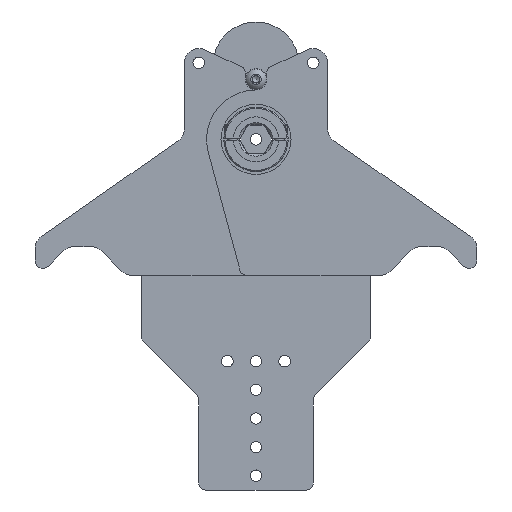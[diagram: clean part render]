
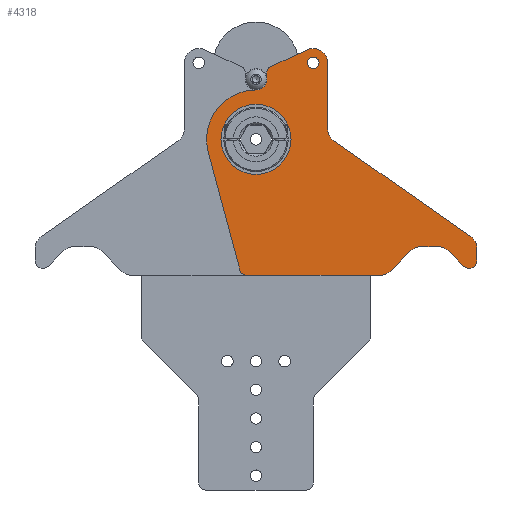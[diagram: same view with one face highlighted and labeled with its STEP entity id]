
A CAD part, front view. The second image highlights one B-rep face of the part: STEP entity #4318.
In plain terms, the highlighted face is planar.
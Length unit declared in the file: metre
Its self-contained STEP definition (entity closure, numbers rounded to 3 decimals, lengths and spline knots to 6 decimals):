
#445=LINE('',#7415,#742);
#451=LINE('',#7429,#748);
#453=LINE('',#7433,#750);
#459=LINE('',#7447,#756);
#463=LINE('',#7456,#760);
#467=LINE('',#7472,#764);
#472=LINE('',#7483,#769);
#475=LINE('',#7493,#772);
#480=LINE('',#7504,#777);
#484=LINE('',#7513,#781);
#486=LINE('',#7522,#783);
#742=VECTOR('',#6128,1.);
#748=VECTOR('',#6136,1.);
#750=VECTOR('',#6140,1.);
#756=VECTOR('',#6148,1.);
#760=VECTOR('',#6154,1.);
#764=VECTOR('',#6172,1.);
#769=VECTOR('',#6179,1.);
#772=VECTOR('',#6190,1.);
#777=VECTOR('',#6197,1.);
#781=VECTOR('',#6203,1.);
#783=VECTOR('',#6213,1.);
#979=PLANE('',#5371);
#1530=ORIENTED_EDGE('',*,*,#2427,.T.);
#1531=ORIENTED_EDGE('',*,*,#2477,.T.);
#1532=ORIENTED_EDGE('',*,*,#2421,.F.);
#1533=ORIENTED_EDGE('',*,*,#2478,.T.);
#1534=ORIENTED_EDGE('',*,*,#2419,.T.);
#1535=ORIENTED_EDGE('',*,*,#2479,.T.);
#1536=ORIENTED_EDGE('',*,*,#2413,.T.);
#1537=ORIENTED_EDGE('',*,*,#2480,.T.);
#1538=ORIENTED_EDGE('',*,*,#2462,.T.);
#1539=ORIENTED_EDGE('',*,*,#2481,.T.);
#1540=ORIENTED_EDGE('',*,*,#2458,.T.);
#1541=ORIENTED_EDGE('',*,*,#2482,.T.);
#1542=ORIENTED_EDGE('',*,*,#2454,.T.);
#1543=ORIENTED_EDGE('',*,*,#2483,.T.);
#1544=ORIENTED_EDGE('',*,*,#2449,.F.);
#1545=ORIENTED_EDGE('',*,*,#2446,.F.);
#1546=ORIENTED_EDGE('',*,*,#2444,.F.);
#1547=ORIENTED_EDGE('',*,*,#2484,.T.);
#1548=ORIENTED_EDGE('',*,*,#2439,.T.);
#1549=ORIENTED_EDGE('',*,*,#2436,.T.);
#1550=ORIENTED_EDGE('',*,*,#2433,.F.);
#1551=ORIENTED_EDGE('',*,*,#2431,.T.);
#1552=ORIENTED_EDGE('',*,*,#2485,.T.);
#1553=ORIENTED_EDGE('',*,*,#2461,.T.);
#1554=ORIENTED_EDGE('',*,*,#2467,.T.);
#2413=EDGE_CURVE('',#2939,#2940,#445,.T.);
#2419=EDGE_CURVE('',#2946,#2945,#451,.T.);
#2421=EDGE_CURVE('',#2947,#2948,#453,.T.);
#2427=EDGE_CURVE('',#2954,#2953,#459,.T.);
#2431=EDGE_CURVE('',#2958,#2957,#463,.T.);
#2433=EDGE_CURVE('',#2958,#2959,#3291,.T.);
#2436=EDGE_CURVE('',#2961,#2959,#3293,.T.);
#2439=EDGE_CURVE('',#2963,#2961,#467,.T.);
#2444=EDGE_CURVE('',#2967,#2968,#472,.T.);
#2446=EDGE_CURVE('',#2968,#2969,#3295,.T.);
#2449=EDGE_CURVE('',#2969,#2971,#475,.T.);
#2454=EDGE_CURVE('',#2976,#2975,#480,.T.);
#2458=EDGE_CURVE('',#2980,#2979,#484,.T.);
#2461=EDGE_CURVE('',#2982,#2982,#3298,.T.);
#2462=EDGE_CURVE('',#2983,#2984,#486,.T.);
#2467=EDGE_CURVE('',#2988,#2988,#3300,.T.);
#2477=EDGE_CURVE('',#2953,#2948,#3310,.F.);
#2478=EDGE_CURVE('',#2947,#2946,#3311,.T.);
#2479=EDGE_CURVE('',#2945,#2939,#3312,.T.);
#2480=EDGE_CURVE('',#2940,#2983,#3313,.F.);
#2481=EDGE_CURVE('',#2984,#2980,#3314,.F.);
#2482=EDGE_CURVE('',#2979,#2976,#3315,.F.);
#2483=EDGE_CURVE('',#2975,#2971,#3316,.T.);
#2484=EDGE_CURVE('',#2967,#2963,#3317,.F.);
#2485=EDGE_CURVE('',#2957,#2954,#3318,.F.);
#2939=VERTEX_POINT('',#7416);
#2940=VERTEX_POINT('',#7417);
#2945=VERTEX_POINT('',#7428);
#2946=VERTEX_POINT('',#7430);
#2947=VERTEX_POINT('',#7434);
#2948=VERTEX_POINT('',#7435);
#2953=VERTEX_POINT('',#7446);
#2954=VERTEX_POINT('',#7448);
#2957=VERTEX_POINT('',#7455);
#2958=VERTEX_POINT('',#7457);
#2959=VERTEX_POINT('',#7461);
#2961=VERTEX_POINT('',#7467);
#2963=VERTEX_POINT('',#7473);
#2967=VERTEX_POINT('',#7482);
#2968=VERTEX_POINT('',#7484);
#2969=VERTEX_POINT('',#7488);
#2971=VERTEX_POINT('',#7494);
#2975=VERTEX_POINT('',#7503);
#2976=VERTEX_POINT('',#7505);
#2979=VERTEX_POINT('',#7512);
#2980=VERTEX_POINT('',#7514);
#2982=VERTEX_POINT('',#7520);
#2983=VERTEX_POINT('',#7523);
#2984=VERTEX_POINT('',#7524);
#2988=VERTEX_POINT('',#7534);
#3291=CIRCLE('',#5341,0.021908);
#3293=CIRCLE('',#5344,0.004763);
#3295=CIRCLE('',#5349,0.00635);
#3298=CIRCLE('',#5356,0.014288);
#3300=CIRCLE('',#5360,0.002553);
#3310=CIRCLE('',#5372,0.00635);
#3311=CIRCLE('',#5373,0.00635);
#3312=CIRCLE('',#5374,0.00635);
#3313=CIRCLE('',#5375,0.003175);
#3314=CIRCLE('',#5376,0.003175);
#3315=CIRCLE('',#5377,0.00635);
#3316=CIRCLE('',#5378,0.00635);
#3317=CIRCLE('',#5379,0.003175);
#3318=CIRCLE('',#5380,0.003175);
#3567=EDGE_LOOP('',(#1530,#1531,#1532,#1533,#1534,#1535,#1536,#1537,#1538,
#1539,#1540,#1541,#1542,#1543,#1544,#1545,#1546,#1547,#1548,#1549,#1550,
#1551,#1552));
#3568=EDGE_LOOP('',(#1553));
#3569=EDGE_LOOP('',(#1554));
#3920=FACE_BOUND('',#3567,.T.);
#3921=FACE_BOUND('',#3568,.T.);
#3922=FACE_BOUND('',#3569,.T.);
#4318=ADVANCED_FACE('',(#3920,#3921,#3922),#979,.F.);
#5341=AXIS2_PLACEMENT_3D('',#7460,#6158,#6159);
#5344=AXIS2_PLACEMENT_3D('',#7466,#6165,#6166);
#5349=AXIS2_PLACEMENT_3D('',#7487,#6183,#6184);
#5356=AXIS2_PLACEMENT_3D('',#7519,#6209,#6210);
#5360=AXIS2_PLACEMENT_3D('',#7533,#6221,#6222);
#5371=AXIS2_PLACEMENT_3D('',#7545,#6243,#6244);
#5372=AXIS2_PLACEMENT_3D('',#7546,#6245,#6246);
#5373=AXIS2_PLACEMENT_3D('',#7547,#6247,#6248);
#5374=AXIS2_PLACEMENT_3D('',#7548,#6249,#6250);
#5375=AXIS2_PLACEMENT_3D('',#7549,#6251,#6252);
#5376=AXIS2_PLACEMENT_3D('',#7550,#6253,#6254);
#5377=AXIS2_PLACEMENT_3D('',#7551,#6255,#6256);
#5378=AXIS2_PLACEMENT_3D('',#7552,#6257,#6258);
#5379=AXIS2_PLACEMENT_3D('',#7553,#6259,#6260);
#5380=AXIS2_PLACEMENT_3D('',#7554,#6261,#6262);
#6128=DIRECTION('',(-0.707,0.,-0.707));
#6136=DIRECTION('',(-1.,0.,0.));
#6140=DIRECTION('',(0.707,0.,-0.707));
#6148=DIRECTION('',(-1.,0.,0.));
#6154=DIRECTION('',(-0.259,0.,-0.966));
#6158=DIRECTION('',(0.,-1.,0.));
#6159=DIRECTION('',(0.,0.,-1.));
#6165=DIRECTION('',(0.,-1.,0.));
#6166=DIRECTION('',(0.,0.,-1.));
#6172=DIRECTION('',(0.,0.,-1.));
#6179=DIRECTION('',(-0.908,0.,0.42));
#6183=DIRECTION('',(0.,-1.,0.));
#6184=DIRECTION('',(0.,0.,-1.));
#6190=DIRECTION('',(0.,0.,-1.));
#6197=DIRECTION('',(0.819,0.,0.574));
#6203=DIRECTION('',(0.,0.,1.));
#6209=DIRECTION('',(0.,-1.,0.));
#6210=DIRECTION('',(0.,0.,-1.));
#6213=DIRECTION('',(-1.,0.,0.));
#6221=DIRECTION('',(0.,-1.,0.));
#6222=DIRECTION('',(0.,0.,-1.));
#6243=DIRECTION('',(0.,-1.,0.));
#6244=DIRECTION('',(1.,0.,0.));
#6245=DIRECTION('',(0.,-1.,0.));
#6246=DIRECTION('',(0.,0.,-1.));
#6247=DIRECTION('',(0.,-1.,0.));
#6248=DIRECTION('',(0.,0.,-1.));
#6249=DIRECTION('',(0.,-1.,0.));
#6250=DIRECTION('',(0.,0.,-1.));
#6251=DIRECTION('',(0.,-1.,0.));
#6252=DIRECTION('',(0.,0.,-1.));
#6253=DIRECTION('',(0.,-1.,0.));
#6254=DIRECTION('',(0.,0.,-1.));
#6255=DIRECTION('',(0.,-1.,0.));
#6256=DIRECTION('',(0.,0.,-1.));
#6257=DIRECTION('',(0.,-1.,0.));
#6258=DIRECTION('',(0.,0.,-1.));
#6259=DIRECTION('',(0.,-1.,0.));
#6260=DIRECTION('',(0.,0.,-1.));
#6261=DIRECTION('',(0.,-1.,0.));
#6262=DIRECTION('',(0.,0.,-1.));
#7415=CARTESIAN_POINT('',(-0.090657,0.,0.008788));
#7416=CARTESIAN_POINT('',(-0.085429,0.,0.014015));
#7417=CARTESIAN_POINT('',(-0.092164,0.,0.00728));
#7428=CARTESIAN_POINT('',(-0.080939,0.,0.015875));
#7429=CARTESIAN_POINT('',(-0.080282,0.,0.015875));
#7430=CARTESIAN_POINT('',(-0.073048,0.,0.015875));
#7433=CARTESIAN_POINT('',(-0.068093,0.,0.01355));
#7434=CARTESIAN_POINT('',(-0.068558,0.,0.014015));
#7435=CARTESIAN_POINT('',(-0.059578,0.,0.005035));
#7446=CARTESIAN_POINT('',(-0.055088,0.,0.003175));
#7447=CARTESIAN_POINT('',(-0.025601,0.,0.003175));
#7448=CARTESIAN_POINT('',(0.00408,0.,0.003175));
#7455=CARTESIAN_POINT('',(0.007147,0.,0.005528));
#7456=CARTESIAN_POINT('',(0.013839,0.,0.030502));
#7457=CARTESIAN_POINT('',(0.021161,0.,0.05783));
#7460=CARTESIAN_POINT('',(0.,0.,0.0635));
#7461=CARTESIAN_POINT('',(0.,0.,0.085408));
#7466=CARTESIAN_POINT('',(0.,0.,0.09017));
#7467=CARTESIAN_POINT('',(-0.004763,0.,0.09017));
#7472=CARTESIAN_POINT('',(-0.004763,0.,0.092551));
#7473=CARTESIAN_POINT('',(-0.004763,0.,0.092903));
#7482=CARTESIAN_POINT('',(-0.006604,0.,0.095785));
#7483=CARTESIAN_POINT('',(-0.013748,0.,0.09909));
#7484=CARTESIAN_POINT('',(-0.022733,0.,0.103248));
#7487=CARTESIAN_POINT('',(-0.0254,0.,0.097485));
#7488=CARTESIAN_POINT('',(-0.03175,0.,0.097485));
#7493=CARTESIAN_POINT('',(-0.03175,0.,0.081172));
#7494=CARTESIAN_POINT('',(-0.03175,0.,0.068165));
#7503=CARTESIAN_POINT('',(-0.034458,0.,0.062963));
#7504=CARTESIAN_POINT('',(-0.064849,0.,0.041683));
#7505=CARTESIAN_POINT('',(-0.095241,0.,0.020402));
#7512=CARTESIAN_POINT('',(-0.097949,0.,0.015201));
#7513=CARTESIAN_POINT('',(-0.097949,0.,0.012428));
#7514=CARTESIAN_POINT('',(-0.097949,0.,0.009525));
#7519=CARTESIAN_POINT('',(0.,0.,0.0635));
#7520=CARTESIAN_POINT('',(0.,0.,0.049213));
#7522=CARTESIAN_POINT('',(-0.095522,0.,0.00635));
#7523=CARTESIAN_POINT('',(-0.09441,0.,0.00635));
#7524=CARTESIAN_POINT('',(-0.094774,0.,0.00635));
#7533=CARTESIAN_POINT('',(-0.0254,0.,0.097485));
#7534=CARTESIAN_POINT('',(-0.0254,0.,0.094933));
#7545=CARTESIAN_POINT('',(-0.00254,0.,0.04817));
#7546=CARTESIAN_POINT('',(-0.055088,0.,0.009525));
#7547=CARTESIAN_POINT('',(-0.073048,0.,0.009525));
#7548=CARTESIAN_POINT('',(-0.080939,0.,0.009525));
#7549=CARTESIAN_POINT('',(-0.09441,0.,0.009525));
#7550=CARTESIAN_POINT('',(-0.094774,0.,0.009525));
#7551=CARTESIAN_POINT('',(-0.091599,0.,0.015201));
#7552=CARTESIAN_POINT('',(-0.0381,0.,0.068165));
#7553=CARTESIAN_POINT('',(-0.007938,0.,0.092903));
#7554=CARTESIAN_POINT('',(0.00408,0.,0.00635));
